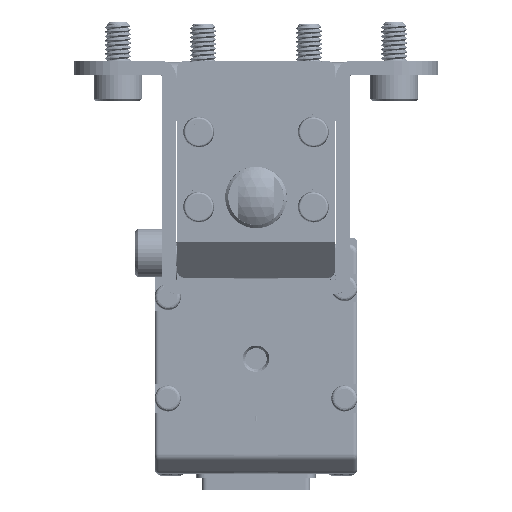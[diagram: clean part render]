
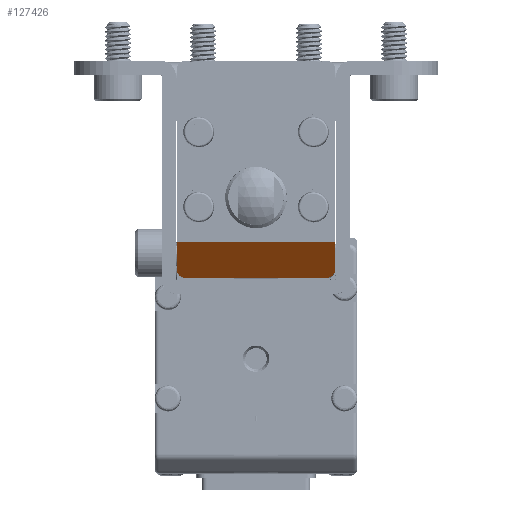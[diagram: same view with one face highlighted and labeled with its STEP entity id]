
A CAD part, top view. The second image highlights one B-rep face of the part: STEP entity #127426.
In plain terms, the highlighted face is planar.
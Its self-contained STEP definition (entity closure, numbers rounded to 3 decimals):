
#1972 = CARTESIAN_POINT ( 'NONE',  ( 0., -9., 136.6 ) ) ;
#2208 = DIRECTION ( 'NONE',  ( 0.928, 0., 0.371 ) ) ;
#5161 = CARTESIAN_POINT ( 'NONE',  ( 4., -8., 126.6 ) ) ;
#13786 = CARTESIAN_POINT ( 'NONE',  ( 3.586, 9., 127.636 ) ) ;
#14402 = CARTESIAN_POINT ( 'NONE',  ( 3., -9., 129.1 ) ) ;
#17831 = LINE ( 'NONE', #58133, #70296 ) ;
#18948 = DIRECTION ( 'NONE',  ( 0., -1., 0. ) ) ;
#21689 = LINE ( 'NONE', #98939, #72024 ) ;
#22917 = VERTEX_POINT ( 'NONE', #105568 ) ;
#25038 = CARTESIAN_POINT ( 'NONE',  ( 4., 8.586, 126.6 ) ) ;
#30138 = VERTEX_POINT ( 'NONE', #65816 ) ;
#35037 = EDGE_CURVE ( 'NONE', #97797, #127981, #58876, .T. ) ;
#37642 = EDGE_CURVE ( 'NONE', #22917, #49714, #70437, .T. ) ;
#41842 = FACE_OUTER_BOUND ( 'NONE', #76130, .T. ) ;
#42501 = DIRECTION ( 'NONE',  ( 0., 1., 0. ) ) ;
#49714 = VERTEX_POINT ( 'NONE', #83104 ) ;
#52389 = PLANE ( 'NONE',  #113939 ) ;
#53677 = ORIENTED_EDGE ( 'NONE', *, *, #86335, .F. ) ;
#55359 = CARTESIAN_POINT ( 'NONE',  ( 4., -8.586, 126.6 ) ) ;
#56824 = DIRECTION ( 'NONE',  ( 0.371, 0., -0.928 ) ) ;
#58133 = CARTESIAN_POINT ( 'NONE',  ( 4., 9., 126.6 ) ) ;
#58831 =( BOUNDED_CURVE ( )  B_SPLINE_CURVE ( 3, ( #63999, #25038, #13786, #84434 ),
 .UNSPECIFIED., .F., .F. ) 
 B_SPLINE_CURVE_WITH_KNOTS ( ( 4, 4 ),
 ( 0., 1.571 ),
 .UNSPECIFIED. ) 
 CURVE ( )  GEOMETRIC_REPRESENTATION_ITEM ( )  RATIONAL_B_SPLINE_CURVE ( ( 1., 0.805, 0.805, 1. ) ) 
 REPRESENTATION_ITEM ( '' )  );
#58876 = LINE ( 'NONE', #88574, #116775 ) ;
#63999 = CARTESIAN_POINT ( 'NONE',  ( 4., 8., 126.6 ) ) ;
#65816 = CARTESIAN_POINT ( 'NONE',  ( 3., -9., 129.1 ) ) ;
#68612 = ORIENTED_EDGE ( 'NONE', *, *, #129367, .T. ) ;
#70296 = VECTOR ( 'NONE', #56824, 1000. ) ;
#70437 = LINE ( 'NONE', #91514, #119312 ) ;
#72024 = VECTOR ( 'NONE', #79804, 1000. ) ;
#76130 = EDGE_LOOP ( 'NONE', ( #94613, #107253, #94828, #68612, #53677, #92181 ) ) ;
#76875 = VERTEX_POINT ( 'NONE', #91659 ) ;
#79804 = DIRECTION ( 'NONE',  ( -0.371, 0., 0.928 ) ) ;
#83104 = CARTESIAN_POINT ( 'NONE',  ( 4., -8., 126.6 ) ) ;
#84434 = CARTESIAN_POINT ( 'NONE',  ( 3., 9., 129.1 ) ) ;
#84758 = EDGE_CURVE ( 'NONE', #30138, #49714, #110621, .T. ) ;
#86335 = EDGE_CURVE ( 'NONE', #127981, #76875, #17831, .T. ) ;
#88574 = CARTESIAN_POINT ( 'NONE',  ( 0., 9., 136.6 ) ) ;
#91514 = CARTESIAN_POINT ( 'NONE',  ( 4., -9., 126.6 ) ) ;
#91659 = CARTESIAN_POINT ( 'NONE',  ( 3., 9., 129.1 ) ) ;
#92181 = ORIENTED_EDGE ( 'NONE', *, *, #35037, .F. ) ;
#92652 = CARTESIAN_POINT ( 'NONE',  ( 4., -5.5, 126.6 ) ) ;
#94613 = ORIENTED_EDGE ( 'NONE', *, *, #115364, .F. ) ;
#94828 = ORIENTED_EDGE ( 'NONE', *, *, #37642, .F. ) ;
#97797 = VERTEX_POINT ( 'NONE', #1972 ) ;
#98939 = CARTESIAN_POINT ( 'NONE',  ( 20.552, -9., 85.221 ) ) ;
#105568 = CARTESIAN_POINT ( 'NONE',  ( 4., 8., 126.6 ) ) ;
#107253 = ORIENTED_EDGE ( 'NONE', *, *, #84758, .T. ) ;
#109557 = CARTESIAN_POINT ( 'NONE',  ( 0., 9., 136.6 ) ) ;
#110335 = DIRECTION ( 'NONE',  ( 0., 1., 0. ) ) ;
#110621 =( BOUNDED_CURVE ( )  B_SPLINE_CURVE ( 3, ( #14402, #125345, #55359, #5161 ),
 .UNSPECIFIED., .F., .F. ) 
 B_SPLINE_CURVE_WITH_KNOTS ( ( 4, 4 ),
 ( 4.712, 6.283 ),
 .UNSPECIFIED. ) 
 CURVE ( )  GEOMETRIC_REPRESENTATION_ITEM ( )  RATIONAL_B_SPLINE_CURVE ( ( 1., 0.805, 0.805, 1. ) ) 
 REPRESENTATION_ITEM ( '' )  );
#113939 = AXIS2_PLACEMENT_3D ( 'NONE', #92652, #2208, #42501 ) ;
#115364 = EDGE_CURVE ( 'NONE', #30138, #97797, #21689, .T. ) ;
#116775 = VECTOR ( 'NONE', #110335, 1000. ) ;
#119312 = VECTOR ( 'NONE', #18948, 1000. ) ;
#125345 = CARTESIAN_POINT ( 'NONE',  ( 3.586, -9., 127.636 ) ) ;
#127426 = ADVANCED_FACE ( 'NONE', ( #41842 ), #52389, .T. ) ;
#127981 = VERTEX_POINT ( 'NONE', #109557 ) ;
#129367 = EDGE_CURVE ( 'NONE', #22917, #76875, #58831, .T. ) ;
